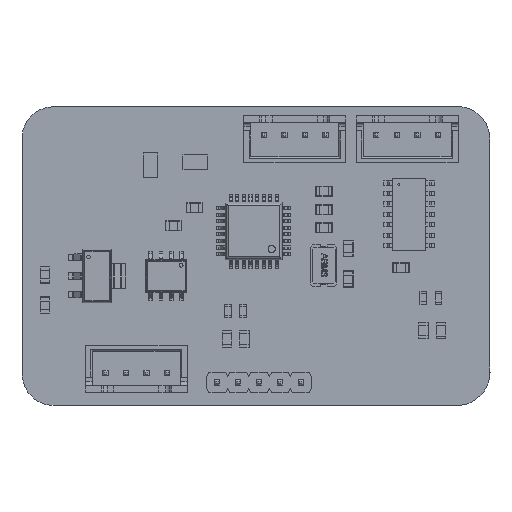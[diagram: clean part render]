
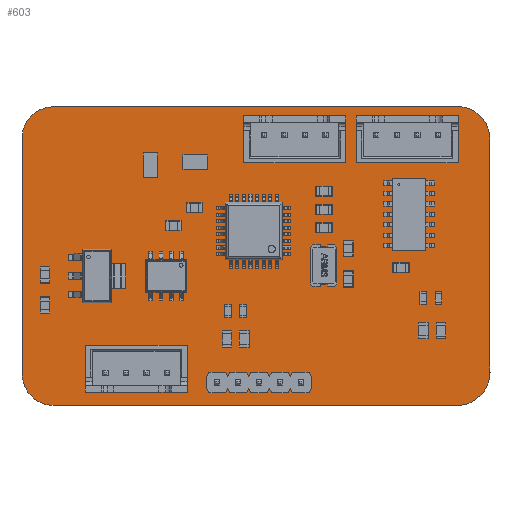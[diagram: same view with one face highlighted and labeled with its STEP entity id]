
A CAD part, top view. The second image highlights one B-rep face of the part: STEP entity #603.
In plain terms, the highlighted planar face has unit normal (0, 0, 1).
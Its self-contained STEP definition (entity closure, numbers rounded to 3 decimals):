
#168 = VERTEX_POINT('',#169);
#169 = CARTESIAN_POINT('',(71.914,61.676,0.411));
#175 = EDGE_CURVE('',#168,#176,#178,.T.);
#176 = VERTEX_POINT('',#177);
#177 = CARTESIAN_POINT('',(75.674,57.793,0.411));
#178 = CIRCLE('',#179,3.807);
#179 = AXIS2_PLACEMENT_3D('',#180,#181,#182);
#180 = CARTESIAN_POINT('',(75.721,61.6,0.411));
#181 = DIRECTION('',(0.,0.,1.));
#182 = DIRECTION('',(-1.,0.02,0.));
#208 = EDGE_CURVE('',#176,#209,#211,.T.);
#209 = VERTEX_POINT('',#210);
#210 = CARTESIAN_POINT('',(75.72,57.785,0.411));
#211 = CIRCLE('',#212,0.128);
#212 = AXIS2_PLACEMENT_3D('',#213,#214,#215);
#213 = CARTESIAN_POINT('',(75.719,57.913,0.411));
#214 = DIRECTION('',(0.,0.,1.));
#215 = DIRECTION('',(-0.348,-0.937,0.));
#241 = EDGE_CURVE('',#209,#242,#244,.T.);
#242 = VERTEX_POINT('',#243);
#243 = CARTESIAN_POINT('',(124.654,57.785,0.411));
#244 = LINE('',#245,#246);
#245 = CARTESIAN_POINT('',(75.72,57.785,0.411));
#246 = VECTOR('',#247,1.);
#247 = DIRECTION('',(1.,0.,0.));
#272 = EDGE_CURVE('',#242,#273,#275,.T.);
#273 = VERTEX_POINT('',#274);
#274 = CARTESIAN_POINT('',(124.674,57.786,0.411));
#275 = CIRCLE('',#276,0.101);
#276 = AXIS2_PLACEMENT_3D('',#277,#278,#279);
#277 = CARTESIAN_POINT('',(124.659,57.886,0.411));
#278 = DIRECTION('',(0.,0.,1.));
#279 = DIRECTION('',(-0.05,-0.999,0.));
#305 = EDGE_CURVE('',#273,#306,#308,.T.);
#306 = VERTEX_POINT('',#307);
#307 = CARTESIAN_POINT('',(128.804,61.801,0.411));
#308 = CIRCLE('',#309,4.017);
#309 = AXIS2_PLACEMENT_3D('',#310,#311,#312);
#310 = CARTESIAN_POINT('',(124.787,61.801,0.411));
#311 = DIRECTION('',(0.,0.,1.));
#312 = DIRECTION('',(-0.028,-1.,0.));
#338 = EDGE_CURVE('',#306,#339,#341,.T.);
#339 = VERTEX_POINT('',#340);
#340 = CARTESIAN_POINT('',(128.792,61.855,0.411));
#341 = CIRCLE('',#342,0.124);
#342 = AXIS2_PLACEMENT_3D('',#343,#344,#345);
#343 = CARTESIAN_POINT('',(128.68,61.802,0.411));
#344 = DIRECTION('',(0.,0.,1.));
#345 = DIRECTION('',(1.,-0.007,0.));
#371 = EDGE_CURVE('',#339,#372,#374,.T.);
#372 = VERTEX_POINT('',#373);
#373 = CARTESIAN_POINT('',(128.792,90.185,0.411));
#374 = LINE('',#375,#376);
#375 = CARTESIAN_POINT('',(128.792,61.855,0.411));
#376 = VECTOR('',#377,1.);
#377 = DIRECTION('',(0.,1.,0.));
#402 = EDGE_CURVE('',#372,#403,#405,.T.);
#403 = VERTEX_POINT('',#404);
#404 = CARTESIAN_POINT('',(124.83,94.147,0.411));
#405 = CIRCLE('',#406,3.964);
#406 = AXIS2_PLACEMENT_3D('',#407,#408,#409);
#407 = CARTESIAN_POINT('',(124.828,90.183,0.411));
#408 = DIRECTION('',(0.,0.,1.));
#409 = DIRECTION('',(1.,0.,0.));
#435 = EDGE_CURVE('',#403,#436,#438,.T.);
#436 = VERTEX_POINT('',#437);
#437 = CARTESIAN_POINT('',(124.738,94.107,0.411));
#438 = CIRCLE('',#439,0.122);
#439 = AXIS2_PLACEMENT_3D('',#440,#441,#442);
#440 = CARTESIAN_POINT('',(124.828,94.025,0.411));
#441 = DIRECTION('',(0.,0.,1.));
#442 = DIRECTION('',(0.013,1.,0.));
#468 = EDGE_CURVE('',#436,#469,#471,.T.);
#469 = VERTEX_POINT('',#470);
#470 = CARTESIAN_POINT('',(75.82,94.107,0.411));
#471 = LINE('',#472,#473);
#472 = CARTESIAN_POINT('',(124.738,94.107,0.411));
#473 = VECTOR('',#474,1.);
#474 = DIRECTION('',(-1.,0.,0.));
#499 = EDGE_CURVE('',#469,#500,#502,.T.);
#500 = VERTEX_POINT('',#501);
#501 = CARTESIAN_POINT('',(71.884,90.303,0.411));
#502 = CIRCLE('',#503,3.806);
#503 = AXIS2_PLACEMENT_3D('',#504,#505,#506);
#504 = CARTESIAN_POINT('',(75.69,90.303,0.411));
#505 = DIRECTION('',(0.,0.,1.));
#506 = DIRECTION('',(0.034,0.999,0.));
#532 = EDGE_CURVE('',#500,#533,#535,.T.);
#533 = VERTEX_POINT('',#534);
#534 = CARTESIAN_POINT('',(71.884,61.758,0.411));
#535 = LINE('',#536,#537);
#536 = CARTESIAN_POINT('',(71.884,90.303,0.411));
#537 = VECTOR('',#538,1.);
#538 = DIRECTION('',(0.,-1.,0.));
#563 = EDGE_CURVE('',#533,#168,#564,.T.);
#564 = CIRCLE('',#565,0.129);
#565 = AXIS2_PLACEMENT_3D('',#566,#567,#568);
#566 = CARTESIAN_POINT('',(72.013,61.759,0.411));
#567 = DIRECTION('',(0.,0.,1.));
#568 = DIRECTION('',(-1.,-0.006,0.));
#603 = ADVANCED_FACE('',(#604),#619,.F.);
#604 = FACE_BOUND('',#605,.T.);
#605 = EDGE_LOOP('',(#606,#607,#608,#609,#610,#611,#612,#613,#614,#615,
    #616,#617,#618));
#606 = ORIENTED_EDGE('',*,*,#175,.T.);
#607 = ORIENTED_EDGE('',*,*,#208,.T.);
#608 = ORIENTED_EDGE('',*,*,#241,.T.);
#609 = ORIENTED_EDGE('',*,*,#272,.T.);
#610 = ORIENTED_EDGE('',*,*,#305,.T.);
#611 = ORIENTED_EDGE('',*,*,#338,.T.);
#612 = ORIENTED_EDGE('',*,*,#371,.T.);
#613 = ORIENTED_EDGE('',*,*,#402,.T.);
#614 = ORIENTED_EDGE('',*,*,#435,.T.);
#615 = ORIENTED_EDGE('',*,*,#468,.T.);
#616 = ORIENTED_EDGE('',*,*,#499,.T.);
#617 = ORIENTED_EDGE('',*,*,#532,.T.);
#618 = ORIENTED_EDGE('',*,*,#563,.T.);
#619 = PLANE('',#620);
#620 = AXIS2_PLACEMENT_3D('',#621,#622,#623);
#621 = CARTESIAN_POINT('',(71.914,61.676,0.411));
#622 = DIRECTION('',(0.,0.,-1.));
#623 = DIRECTION('',(-1.,0.,0.));
